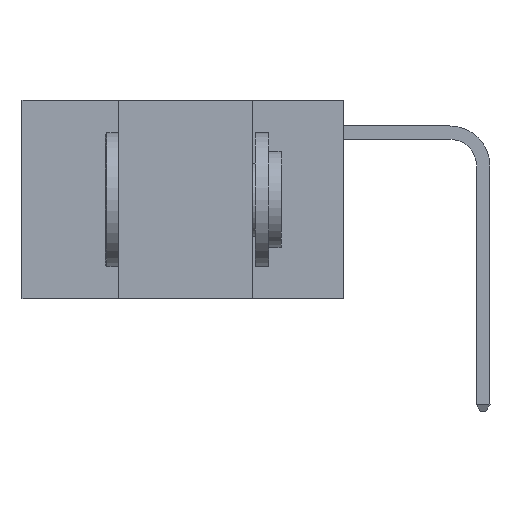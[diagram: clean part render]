
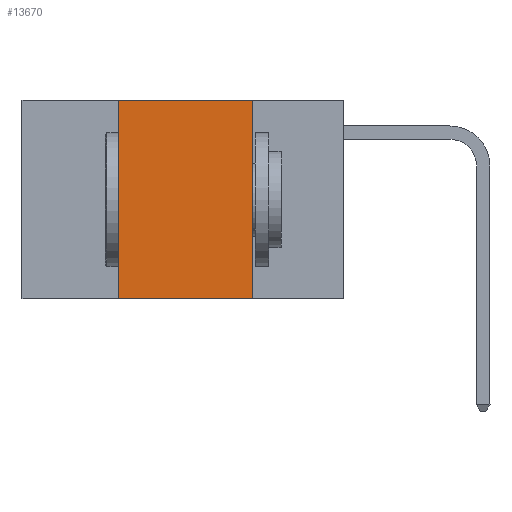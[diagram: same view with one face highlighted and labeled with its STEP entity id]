
A CAD part, left-side view. The second image highlights one B-rep face of the part: STEP entity #13670.
In plain terms, the highlighted planar face has unit normal (-1, 0, 0).
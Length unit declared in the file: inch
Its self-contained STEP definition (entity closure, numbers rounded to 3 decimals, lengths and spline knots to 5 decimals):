
#462 = VECTOR ( 'NONE', #6835, 39.37008 ) ;
#975 = ORIENTED_EDGE ( 'NONE', *, *, #19369, .T. ) ;
#1588 = PLANE ( 'NONE',  #6843 ) ;
#1838 = CARTESIAN_POINT ( 'NONE',  ( 0., 0.17, -0.37 ) ) ;
#2071 = VECTOR ( 'NONE', #14854, 39.37008 ) ;
#2432 = CARTESIAN_POINT ( 'NONE',  ( 0., 0.6, 0. ) ) ;
#2578 = VERTEX_POINT ( 'NONE', #7888 ) ;
#2742 = VERTEX_POINT ( 'NONE', #1838 ) ;
#3341 = CARTESIAN_POINT ( 'NONE',  ( 0., 0.6, -0.37 ) ) ;
#3640 = DIRECTION ( 'NONE',  ( 0., 0., -1. ) ) ;
#4724 = FACE_OUTER_BOUND ( 'NONE', #11570, .T. ) ;
#4826 = DIRECTION ( 'NONE',  ( 0., 0., -1. ) ) ;
#6063 = EDGE_CURVE ( 'NONE', #9813, #2742, #11648, .T. ) ;
#6409 = DIRECTION ( 'NONE',  ( 1., 0., 0. ) ) ;
#6835 = DIRECTION ( 'NONE',  ( 0., -1., 0. ) ) ;
#6843 = AXIS2_PLACEMENT_3D ( 'NONE', #14273, #6409, #4826 ) ;
#7010 = CARTESIAN_POINT ( 'NONE',  ( 0., 0.17, 0. ) ) ;
#7107 = VERTEX_POINT ( 'NONE', #12387 ) ;
#7888 = CARTESIAN_POINT ( 'NONE',  ( 0., 0.42, 0. ) ) ;
#8183 = ORIENTED_EDGE ( 'NONE', *, *, #12064, .F. ) ;
#8957 = VECTOR ( 'NONE', #3640, 39.37008 ) ;
#9087 = ORIENTED_EDGE ( 'NONE', *, *, #11214, .F. ) ;
#9813 = VERTEX_POINT ( 'NONE', #12865 ) ;
#10513 = VECTOR ( 'NONE', #12906, 39.37008 ) ;
#11214 = EDGE_CURVE ( 'NONE', #7107, #2578, #16622, .T. ) ;
#11252 = LINE ( 'NONE', #3341, #10513 ) ;
#11570 = EDGE_LOOP ( 'NONE', ( #18455, #8183, #9087, #975 ) ) ;
#11648 = LINE ( 'NONE', #7010, #8957 ) ;
#11836 = CARTESIAN_POINT ( 'NONE',  ( 0., 0.42, 0. ) ) ;
#12064 = EDGE_CURVE ( 'NONE', #2578, #9813, #19491, .T. ) ;
#12387 = CARTESIAN_POINT ( 'NONE',  ( 0., 0.42, -0.37 ) ) ;
#12865 = CARTESIAN_POINT ( 'NONE',  ( 0., 0.17, 0. ) ) ;
#12906 = DIRECTION ( 'NONE',  ( 0., -1., 0. ) ) ;
#13670 = ADVANCED_FACE ( 'NONE', ( #4724 ), #1588, .F. ) ;
#14273 = CARTESIAN_POINT ( 'NONE',  ( 0., 0.6, 0. ) ) ;
#14854 = DIRECTION ( 'NONE',  ( 0., 0., 1. ) ) ;
#16622 = LINE ( 'NONE', #11836, #2071 ) ;
#18455 = ORIENTED_EDGE ( 'NONE', *, *, #6063, .F. ) ;
#19369 = EDGE_CURVE ( 'NONE', #7107, #2742, #11252, .T. ) ;
#19491 = LINE ( 'NONE', #2432, #462 ) ;
